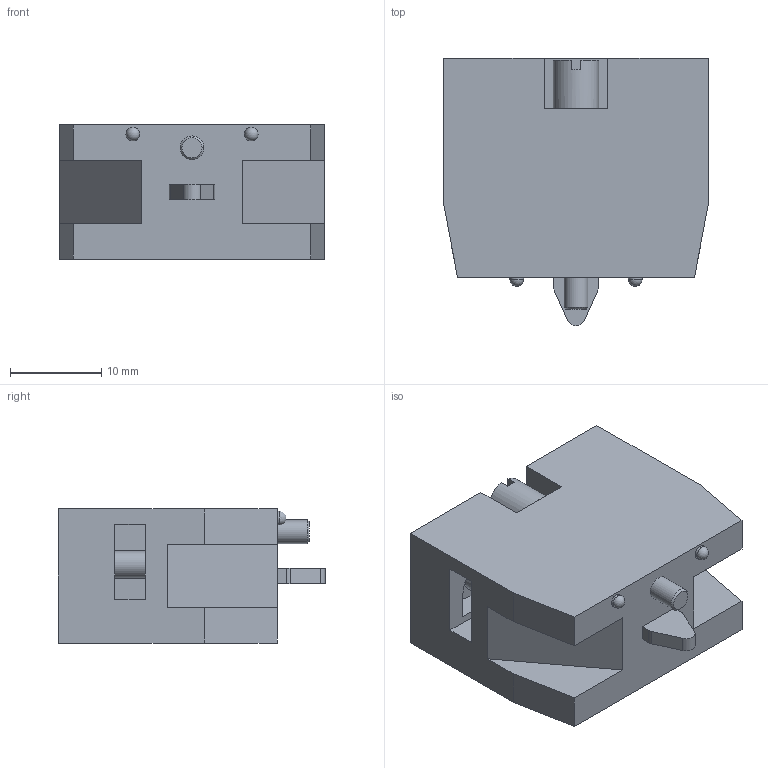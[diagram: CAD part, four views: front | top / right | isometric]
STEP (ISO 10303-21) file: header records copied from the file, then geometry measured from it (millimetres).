
FILE_DESCRIPTION((''),'2;1');
FILE_NAME('S1.stp','2007-11-15T16:14:09',('Philipp'),(''),'Autodesk Inventor 2008','Autodesk Inventor 2008','');
FILE_SCHEMA(('AUTOMOTIVE_DESIGN { 1 0 10303 214 1 1 1 1 }'));
Length unit declared in the file: millimetre
Products named in the file (4): S1; screw; DIN 7985 (H) M3x10-H
Assembly tree (4 placements, depth 2):
  S1
    S1
    screw
    DIN 7985 (H) M3x10-H  x2
Bounding box: 29 x 29.3 x 14.7 mm (x, y, z)
Volume: 8558 mm3; surface area: 4625.5 mm2
Topology: 4 solids, 4 shells, 157 faces, 412 edges, 270 vertices
Faces by surface type: plane 88, cone 31, cylinder 18, bspline 16, sphere 4
Full cylindrical faces by diameter (mm): 1.5 x4, 2.6 x2, 2.75 x2, 3 x3, 5 x1
Entity records: 3618 total; most frequent: CARTESIAN_POINT 757, DIRECTION 556, ORIENTED_EDGE 554, EDGE_CURVE 277, VERTEX_POINT 193, AXIS2_PLACEMENT_3D 189, VECTOR 178, LINE 178
